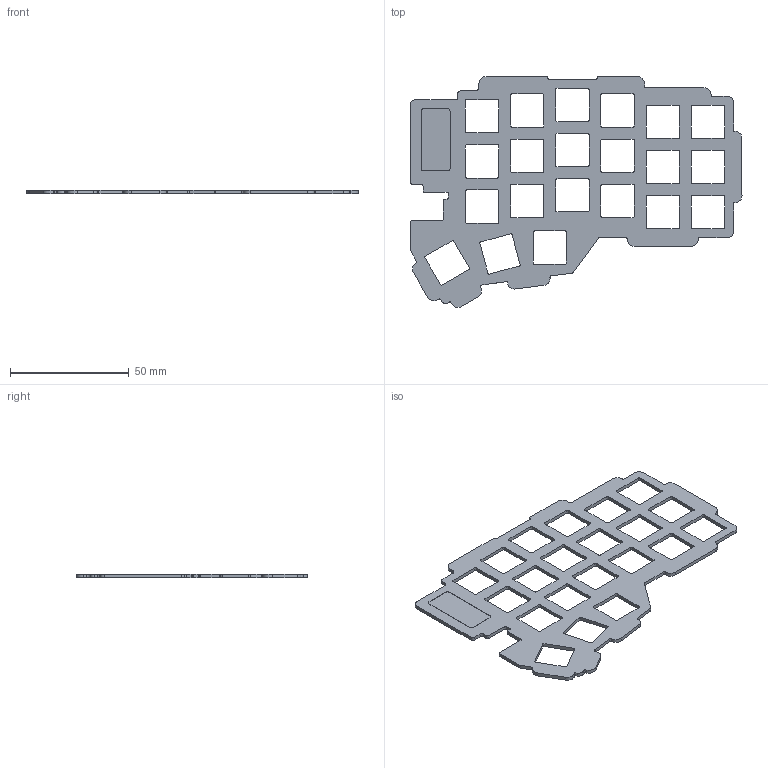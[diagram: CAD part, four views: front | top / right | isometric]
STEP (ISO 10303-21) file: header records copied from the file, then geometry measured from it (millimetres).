
FILE_DESCRIPTION(/* description */ (''),/* implementation_level */ '2;1');
FILE_NAME(/* name */ 'corchim-switch-plate-right.step',/* time_stamp */ '2024-03-05T15:17:09+09:00',/* author */ (''),/* organization */ (''),/* preprocessor_version */ 'ST-DEVELOPER v20',/* originating_system */ 'Autodesk Translation Framework v12.14.0.127',/* authorisation */ '');
FILE_SCHEMA (('AUTOMOTIVE_DESIGN { 1 0 10303 214 3 1 1 }'));
Length unit declared in the file: millimetre
Products named in the file (1): corchim
Bounding box: 139.7 x 97.23 x 1.5 mm (x, y, z)
Volume: 9245 mm3; surface area: 14856.9 mm2
Topology: 1 solids, 1 shells, 275 faces, 816 edges, 544 vertices
Faces by surface type: plane 139, cylinder 136
Entity records: 9437 total; most frequent: DIRECTION 1640, CARTESIAN_POINT 1636, ORIENTED_EDGE 1632, EDGE_CURVE 816, AXIS2_PLACEMENT_3D 548, LINE 544, VECTOR 544, VERTEX_POINT 544
